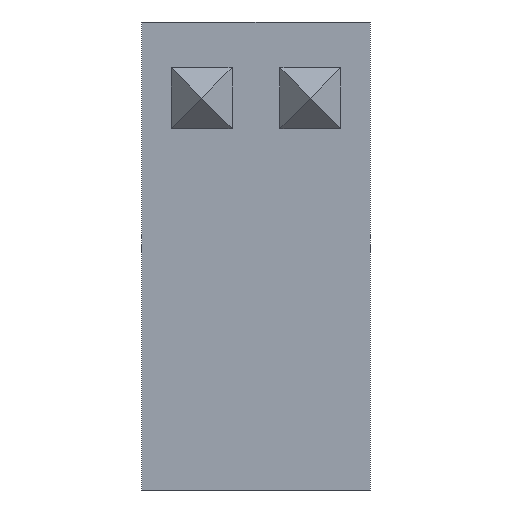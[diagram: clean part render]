
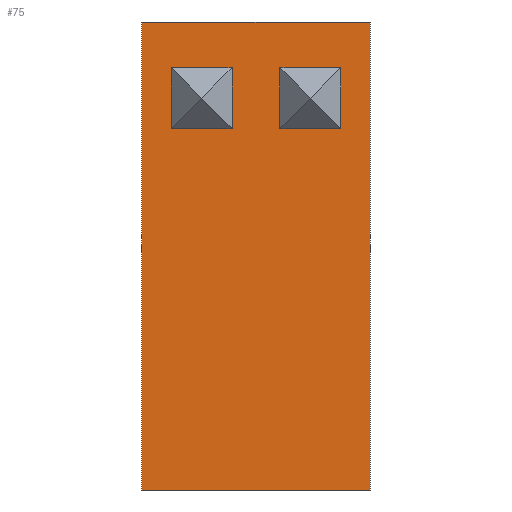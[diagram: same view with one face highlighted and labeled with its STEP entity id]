
A CAD part, left-side view. The second image highlights one B-rep face of the part: STEP entity #75.
In plain terms, the highlighted planar face has unit normal (-1, 0, 0).
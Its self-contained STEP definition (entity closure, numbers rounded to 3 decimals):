
#75 = ADVANCED_FACE( '', ( #118, #119, #120 ), #121, .F. );
#118 = FACE_BOUND( '', #210, .T. );
#119 = FACE_OUTER_BOUND( '', #211, .T. );
#120 = FACE_BOUND( '', #212, .T. );
#121 = PLANE( '', #213 );
#210 = EDGE_LOOP( '', ( #302, #303, #304, #305 ) );
#211 = EDGE_LOOP( '', ( #306, #307, #308, #309 ) );
#212 = EDGE_LOOP( '', ( #310, #311, #312, #313 ) );
#213 = AXIS2_PLACEMENT_3D( '', #314, #315, #316 );
#302 = ORIENTED_EDGE( '', *, *, #622, .F. );
#303 = ORIENTED_EDGE( '', *, *, #623, .F. );
#304 = ORIENTED_EDGE( '', *, *, #624, .F. );
#305 = ORIENTED_EDGE( '', *, *, #625, .F. );
#306 = ORIENTED_EDGE( '', *, *, #626, .T. );
#307 = ORIENTED_EDGE( '', *, *, #627, .F. );
#308 = ORIENTED_EDGE( '', *, *, #628, .F. );
#309 = ORIENTED_EDGE( '', *, *, #629, .T. );
#310 = ORIENTED_EDGE( '', *, *, #630, .F. );
#311 = ORIENTED_EDGE( '', *, *, #631, .F. );
#312 = ORIENTED_EDGE( '', *, *, #632, .F. );
#313 = ORIENTED_EDGE( '', *, *, #633, .F. );
#314 = CARTESIAN_POINT( '', ( -5., 10.5, 43. ) );
#315 = DIRECTION( '', ( 1., 0., 0. ) );
#316 = DIRECTION( '', ( 0., 0., -1. ) );
#622 = EDGE_CURVE( '', #719, #720, #721, .T. );
#623 = EDGE_CURVE( '', #722, #719, #723, .T. );
#624 = EDGE_CURVE( '', #724, #722, #725, .T. );
#625 = EDGE_CURVE( '', #720, #724, #726, .T. );
#626 = EDGE_CURVE( '', #727, #728, #729, .T. );
#627 = EDGE_CURVE( '', #730, #728, #731, .T. );
#628 = EDGE_CURVE( '', #732, #730, #733, .T. );
#629 = EDGE_CURVE( '', #732, #727, #734, .T. );
#630 = EDGE_CURVE( '', #735, #736, #737, .T. );
#631 = EDGE_CURVE( '', #738, #735, #739, .T. );
#632 = EDGE_CURVE( '', #740, #738, #741, .T. );
#633 = EDGE_CURVE( '', #736, #740, #742, .T. );
#719 = VERTEX_POINT( '', #879 );
#720 = VERTEX_POINT( '', #880 );
#721 = LINE( '', #881, #882 );
#722 = VERTEX_POINT( '', #883 );
#723 = LINE( '', #884, #885 );
#724 = VERTEX_POINT( '', #886 );
#725 = LINE( '', #887, #888 );
#726 = LINE( '', #889, #890 );
#727 = VERTEX_POINT( '', #891 );
#728 = VERTEX_POINT( '', #892 );
#729 = LINE( '', #893, #894 );
#730 = VERTEX_POINT( '', #895 );
#731 = LINE( '', #896, #897 );
#732 = VERTEX_POINT( '', #898 );
#733 = LINE( '', #899, #900 );
#734 = LINE( '', #901, #902 );
#735 = VERTEX_POINT( '', #903 );
#736 = VERTEX_POINT( '', #904 );
#737 = LINE( '', #905, #906 );
#738 = VERTEX_POINT( '', #907 );
#739 = LINE( '', #908, #909 );
#740 = VERTEX_POINT( '', #910 );
#741 = LINE( '', #911, #912 );
#742 = LINE( '', #913, #914 );
#879 = CARTESIAN_POINT( '', ( -5., -2.2, 38.8 ) );
#880 = CARTESIAN_POINT( '', ( -5., -2.2, 33.2 ) );
#881 = CARTESIAN_POINT( '', ( -5., -2.2, 38.8 ) );
#882 = VECTOR( '', #1135, 1000. );
#883 = CARTESIAN_POINT( '', ( -5., -7.8, 38.8 ) );
#884 = CARTESIAN_POINT( '', ( -5., -7.8, 38.8 ) );
#885 = VECTOR( '', #1136, 1000. );
#886 = CARTESIAN_POINT( '', ( -5., -7.8, 33.2 ) );
#887 = CARTESIAN_POINT( '', ( -5., -7.8, 33.2 ) );
#888 = VECTOR( '', #1137, 1000. );
#889 = CARTESIAN_POINT( '', ( -5., -2.2, 33.2 ) );
#890 = VECTOR( '', #1138, 1000. );
#891 = CARTESIAN_POINT( '', ( -5., 10.5, 0. ) );
#892 = CARTESIAN_POINT( '', ( -5., -10.5, 0. ) );
#893 = CARTESIAN_POINT( '', ( -5., 10.5, 0. ) );
#894 = VECTOR( '', #1139, 1000. );
#895 = CARTESIAN_POINT( '', ( -5., -10.5, 43. ) );
#896 = CARTESIAN_POINT( '', ( -5., -10.5, 43. ) );
#897 = VECTOR( '', #1140, 1000. );
#898 = CARTESIAN_POINT( '', ( -5., 10.5, 43. ) );
#899 = CARTESIAN_POINT( '', ( -5., 10.5, 43. ) );
#900 = VECTOR( '', #1141, 1000. );
#901 = CARTESIAN_POINT( '', ( -5., 10.5, 43. ) );
#902 = VECTOR( '', #1142, 1000. );
#903 = CARTESIAN_POINT( '', ( -5., 7.8, 38.8 ) );
#904 = CARTESIAN_POINT( '', ( -5., 7.8, 33.2 ) );
#905 = CARTESIAN_POINT( '', ( -5., 7.8, 38.8 ) );
#906 = VECTOR( '', #1143, 1000. );
#907 = CARTESIAN_POINT( '', ( -5., 2.2, 38.8 ) );
#908 = CARTESIAN_POINT( '', ( -5., 2.2, 38.8 ) );
#909 = VECTOR( '', #1144, 1000. );
#910 = CARTESIAN_POINT( '', ( -5., 2.2, 33.2 ) );
#911 = CARTESIAN_POINT( '', ( -5., 2.2, 33.2 ) );
#912 = VECTOR( '', #1145, 1000. );
#913 = CARTESIAN_POINT( '', ( -5., 7.8, 33.2 ) );
#914 = VECTOR( '', #1146, 1000. );
#1135 = DIRECTION( '', ( 0., 0., -1. ) );
#1136 = DIRECTION( '', ( 0., 1., 0. ) );
#1137 = DIRECTION( '', ( 0., 0., 1. ) );
#1138 = DIRECTION( '', ( 0., -1., 0. ) );
#1139 = DIRECTION( '', ( 0., -1., 0. ) );
#1140 = DIRECTION( '', ( 0., 0., -1. ) );
#1141 = DIRECTION( '', ( 0., -1., 0. ) );
#1142 = DIRECTION( '', ( 0., 0., -1. ) );
#1143 = DIRECTION( '', ( 0., 0., -1. ) );
#1144 = DIRECTION( '', ( 0., 1., 0. ) );
#1145 = DIRECTION( '', ( 0., 0., 1. ) );
#1146 = DIRECTION( '', ( 0., -1., 0. ) );
